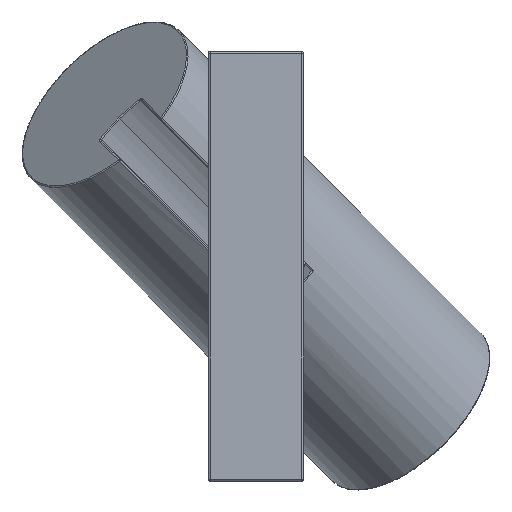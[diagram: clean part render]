
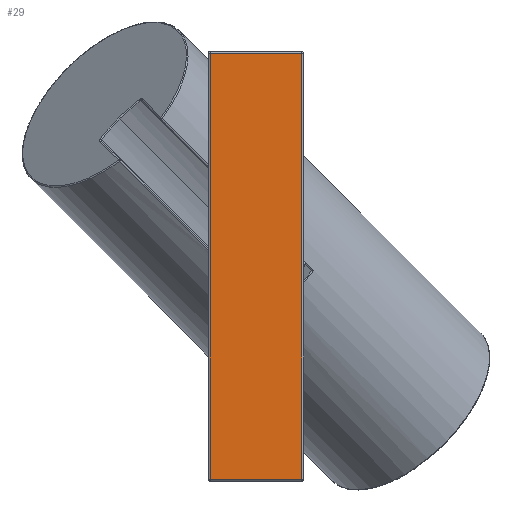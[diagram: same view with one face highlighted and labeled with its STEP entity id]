
A CAD part, top view. The second image highlights one B-rep face of the part: STEP entity #29.
In plain terms, the highlighted planar face has unit normal (0, 0, 1).
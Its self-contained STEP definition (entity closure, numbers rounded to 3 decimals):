
#29=ADVANCED_FACE('',(#125),#1351,.T.);
#125=FACE_OUTER_BOUND('',#220,.T.);
#220=EDGE_LOOP('',(#334,#335,#336,#337));
#334=ORIENTED_EDGE('',*,*,#755,.F.);
#335=ORIENTED_EDGE('',*,*,#753,.F.);
#336=ORIENTED_EDGE('',*,*,#754,.F.);
#337=ORIENTED_EDGE('',*,*,#752,.F.);
#752=EDGE_CURVE('',#1174,#1175,#1072,.T.);
#753=EDGE_CURVE('',#1176,#1177,#1073,.T.);
#754=EDGE_CURVE('',#1175,#1176,#1074,.T.);
#755=EDGE_CURVE('',#1177,#1174,#1075,.T.);
#1072=B_SPLINE_CURVE_WITH_KNOTS('',1,(#2551,#2552),.UNSPECIFIED.,.F.,.F.,
(2,2),(0.5,107.5),.UNSPECIFIED.);
#1073=B_SPLINE_CURVE_WITH_KNOTS('',1,(#2553,#2554),.UNSPECIFIED.,.F.,.F.,
(2,2),(0.5,107.5),.UNSPECIFIED.);
#1074=B_SPLINE_CURVE_WITH_KNOTS('',1,(#2555,#2556),.UNSPECIFIED.,.F.,.F.,
(2,2),(0.5,23.5),.UNSPECIFIED.);
#1075=B_SPLINE_CURVE_WITH_KNOTS('',1,(#2557,#2558),.UNSPECIFIED.,.F.,.F.,
(2,2),(0.5,23.5),.UNSPECIFIED.);
#1174=VERTEX_POINT('',#2402);
#1175=VERTEX_POINT('',#2403);
#1176=VERTEX_POINT('',#2404);
#1177=VERTEX_POINT('',#2405);
#1351=PLANE('',#1392);
#1392=AXIS2_PLACEMENT_3D('',#1480,#1436,$);
#1436=DIRECTION('',(0.,0.,1.));
#1480=CARTESIAN_POINT('',(11.996,-56.756,76.017));
#2402=CARTESIAN_POINT('',(11.496,50.744,76.017));
#2403=CARTESIAN_POINT('',(11.496,-56.256,76.017));
#2404=CARTESIAN_POINT('',(-11.504,-56.256,76.017));
#2405=CARTESIAN_POINT('',(-11.504,50.744,76.017));
#2551=CARTESIAN_POINT('',(11.496,50.744,76.017));
#2552=CARTESIAN_POINT('',(11.496,-56.256,76.017));
#2553=CARTESIAN_POINT('',(-11.504,-56.256,76.017));
#2554=CARTESIAN_POINT('',(-11.504,50.744,76.017));
#2555=CARTESIAN_POINT('',(11.496,-56.256,76.017));
#2556=CARTESIAN_POINT('',(-11.504,-56.256,76.017));
#2557=CARTESIAN_POINT('',(-11.504,50.744,76.017));
#2558=CARTESIAN_POINT('',(11.496,50.744,76.017));
